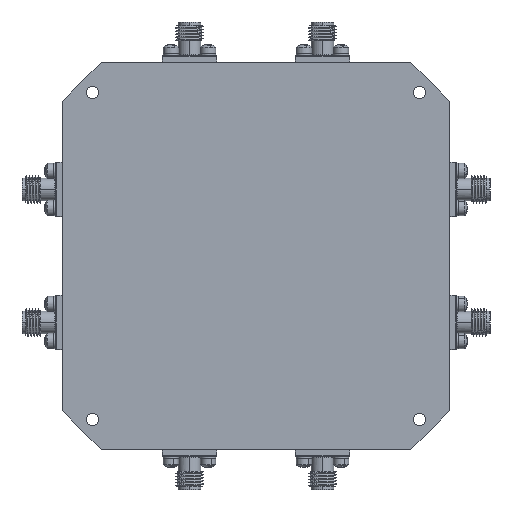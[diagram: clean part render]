
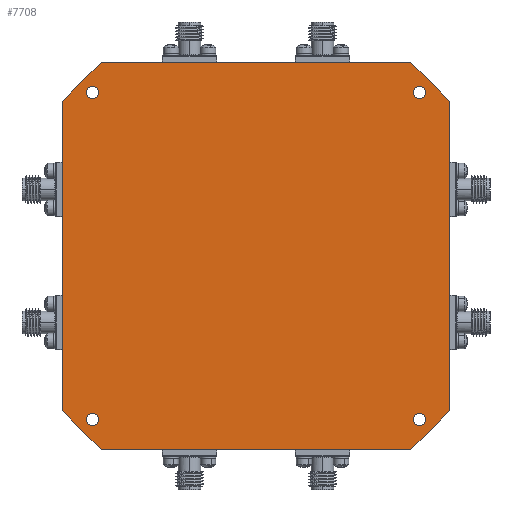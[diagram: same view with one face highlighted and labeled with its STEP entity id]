
A CAD part, front view. The second image highlights one B-rep face of the part: STEP entity #7708.
In plain terms, the highlighted planar face has unit normal (0, -1, 0).
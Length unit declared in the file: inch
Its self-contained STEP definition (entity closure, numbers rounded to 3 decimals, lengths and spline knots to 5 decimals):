
#201 = CARTESIAN_POINT ( 'NONE',  ( 0., 0., 0. ) ) ;
#768 = AXIS2_PLACEMENT_3D ( 'NONE', #22689, #8181, #22068 ) ;
#971 = VECTOR ( 'NONE', #28503, 39.37008 ) ;
#1111 = CARTESIAN_POINT ( 'NONE',  ( 0., 0., 0. ) ) ;
#1180 = CARTESIAN_POINT ( 'NONE',  ( 3.543, 0., 0. ) ) ;
#1813 = VERTEX_POINT ( 'NONE', #20700 ) ;
#2008 = CARTESIAN_POINT ( 'NONE',  ( 0.2715, 0., -3.2715 ) ) ;
#2148 = EDGE_CURVE ( 'NONE', #1813, #30658, #7902, .T. ) ;
#2619 = ORIENTED_EDGE ( 'NONE', *, *, #12041, .T. ) ;
#2684 = ORIENTED_EDGE ( 'NONE', *, *, #9967, .F. ) ;
#2736 = EDGE_CURVE ( 'NONE', #27108, #10644, #3463, .T. ) ;
#2908 = DIRECTION ( 'NONE',  ( 0., 1., 0. ) ) ;
#2941 = VECTOR ( 'NONE', #22474, 39.37008 ) ;
#3157 = ORIENTED_EDGE ( 'NONE', *, *, #21685, .F. ) ;
#3327 = CARTESIAN_POINT ( 'NONE',  ( 3.2715, 0., -3.3265 ) ) ;
#3339 = AXIS2_PLACEMENT_3D ( 'NONE', #9401, #28447, #7840 ) ;
#3463 = LINE ( 'NONE', #24360, #2941 ) ;
#4043 = DIRECTION ( 'NONE',  ( 0., 0., 1. ) ) ;
#4065 = EDGE_CURVE ( 'NONE', #12024, #12467, #15357, .T. ) ;
#4208 = EDGE_CURVE ( 'NONE', #7216, #30658, #13625, .T. ) ;
#4237 = CARTESIAN_POINT ( 'NONE',  ( 0., 0., -3.193 ) ) ;
#4289 = VECTOR ( 'NONE', #11840, 39.37008 ) ;
#4792 = CARTESIAN_POINT ( 'NONE',  ( 0.2715, 0., -0.3265 ) ) ;
#5282 = AXIS2_PLACEMENT_3D ( 'NONE', #17302, #29316, #28860 ) ;
#5332 = FACE_BOUND ( 'NONE', #21250, .T. ) ;
#5404 = DIRECTION ( 'NONE',  ( 0., 0., 1. ) ) ;
#6022 = CARTESIAN_POINT ( 'NONE',  ( 0.2715, 0., -3.2715 ) ) ;
#6278 = EDGE_CURVE ( 'NONE', #6874, #16318, #9234, .T. ) ;
#6296 = EDGE_CURVE ( 'NONE', #12467, #12024, #27674, .T. ) ;
#6569 = VECTOR ( 'NONE', #7574, 39.37008 ) ;
#6684 = VERTEX_POINT ( 'NONE', #3327 ) ;
#6874 = VERTEX_POINT ( 'NONE', #26074 ) ;
#7047 = CARTESIAN_POINT ( 'NONE',  ( 0., 0., -0.35 ) ) ;
#7216 = VERTEX_POINT ( 'NONE', #22777 ) ;
#7331 = LINE ( 'NONE', #14176, #4289 ) ;
#7448 = DIRECTION ( 'NONE',  ( 0.707, 0., 0.707 ) ) ;
#7574 = DIRECTION ( 'NONE',  ( -1., 0., 0. ) ) ;
#7708 = ADVANCED_FACE ( 'NONE', ( #29337, #7967, #12632, #5332, #22466 ), #14826, .T. ) ;
#7840 = DIRECTION ( 'NONE',  ( 0., 0., 1. ) ) ;
#7902 = LINE ( 'NONE', #14916, #12232 ) ;
#7967 = FACE_BOUND ( 'NONE', #18837, .T. ) ;
#8033 = DIRECTION ( 'NONE',  ( 0., 1., 0. ) ) ;
#8181 = DIRECTION ( 'NONE',  ( 0., 1., 0. ) ) ;
#8211 = EDGE_CURVE ( 'NONE', #18817, #27773, #27525, .T. ) ;
#8436 = CARTESIAN_POINT ( 'NONE',  ( 3.543, 0., -3.193 ) ) ;
#8961 = EDGE_CURVE ( 'NONE', #25503, #10644, #24709, .T. ) ;
#9234 = CIRCLE ( 'NONE', #12711, 0.055 ) ;
#9289 = ORIENTED_EDGE ( 'NONE', *, *, #25659, .T. ) ;
#9401 = CARTESIAN_POINT ( 'NONE',  ( 3.2715, 0., -3.2715 ) ) ;
#9748 = ORIENTED_EDGE ( 'NONE', *, *, #2148, .T. ) ;
#9967 = EDGE_CURVE ( 'NONE', #1813, #30108, #28945, .T. ) ;
#10058 = CARTESIAN_POINT ( 'NONE',  ( 0., 0., -3.543 ) ) ;
#10308 = AXIS2_PLACEMENT_3D ( 'NONE', #2008, #13686, #16183 ) ;
#10644 = VERTEX_POINT ( 'NONE', #7047 ) ;
#11223 = CIRCLE ( 'NONE', #5282, 0.055 ) ;
#11268 = CARTESIAN_POINT ( 'NONE',  ( 0., 0., 0. ) ) ;
#11393 = CIRCLE ( 'NONE', #12398, 0.055 ) ;
#11840 = DIRECTION ( 'NONE',  ( 0.707, 0., -0.707 ) ) ;
#12024 = VERTEX_POINT ( 'NONE', #16363 ) ;
#12041 = EDGE_CURVE ( 'NONE', #25503, #30108, #7331, .T. ) ;
#12232 = VECTOR ( 'NONE', #7448, 39.37008 ) ;
#12254 = ORIENTED_EDGE ( 'NONE', *, *, #2736, .T. ) ;
#12268 = CARTESIAN_POINT ( 'NONE',  ( 0.35, 0., -3.543 ) ) ;
#12398 = AXIS2_PLACEMENT_3D ( 'NONE', #14750, #14445, #17091 ) ;
#12467 = VERTEX_POINT ( 'NONE', #22086 ) ;
#12632 = FACE_BOUND ( 'NONE', #13419, .T. ) ;
#12711 = AXIS2_PLACEMENT_3D ( 'NONE', #6022, #8033, #5404 ) ;
#13373 = CARTESIAN_POINT ( 'NONE',  ( 0.2715, 0., -0.2715 ) ) ;
#13419 = EDGE_LOOP ( 'NONE', ( #15213, #9289 ) ) ;
#13539 = AXIS2_PLACEMENT_3D ( 'NONE', #13373, #25254, #4043 ) ;
#13625 = LINE ( 'NONE', #1180, #21327 ) ;
#13686 = DIRECTION ( 'NONE',  ( 0., 1., 0. ) ) ;
#13760 = DIRECTION ( 'NONE',  ( 1., 0., 0. ) ) ;
#13854 = CARTESIAN_POINT ( 'NONE',  ( 0.2715, 0., -0.2165 ) ) ;
#14176 = CARTESIAN_POINT ( 'NONE',  ( -1.5965, 0., -1.5965 ) ) ;
#14445 = DIRECTION ( 'NONE',  ( 0., 1., 0. ) ) ;
#14687 = CARTESIAN_POINT ( 'NONE',  ( 0.2715, 0., -3.3265 ) ) ;
#14750 = CARTESIAN_POINT ( 'NONE',  ( 0.2715, 0., -0.2715 ) ) ;
#14792 = CIRCLE ( 'NONE', #10308, 0.055 ) ;
#14826 = PLANE ( 'NONE',  #28965 ) ;
#14916 = CARTESIAN_POINT ( 'NONE',  ( 3.368, 0., -3.368 ) ) ;
#15100 = ORIENTED_EDGE ( 'NONE', *, *, #8961, .F. ) ;
#15145 = VERTEX_POINT ( 'NONE', #15843 ) ;
#15213 = ORIENTED_EDGE ( 'NONE', *, *, #24879, .T. ) ;
#15357 = CIRCLE ( 'NONE', #21831, 0.055 ) ;
#15843 = CARTESIAN_POINT ( 'NONE',  ( 3.193, 0., 0. ) ) ;
#16183 = DIRECTION ( 'NONE',  ( 0., 0., 1. ) ) ;
#16318 = VERTEX_POINT ( 'NONE', #14687 ) ;
#16363 = CARTESIAN_POINT ( 'NONE',  ( 3.2715, 0., -0.3265 ) ) ;
#16768 = CIRCLE ( 'NONE', #3339, 0.055 ) ;
#16772 = VECTOR ( 'NONE', #13760, 39.37008 ) ;
#16975 = CARTESIAN_POINT ( 'NONE',  ( 3.2715, 0., -3.2165 ) ) ;
#17091 = DIRECTION ( 'NONE',  ( 0., 0., 1. ) ) ;
#17302 = CARTESIAN_POINT ( 'NONE',  ( 3.2715, 0., -3.2715 ) ) ;
#18520 = LINE ( 'NONE', #28197, #971 ) ;
#18791 = ORIENTED_EDGE ( 'NONE', *, *, #8211, .T. ) ;
#18817 = VERTEX_POINT ( 'NONE', #4792 ) ;
#18837 = EDGE_LOOP ( 'NONE', ( #28539, #23499 ) ) ;
#19433 = DIRECTION ( 'NONE',  ( 0., 0., 1. ) ) ;
#20700 = CARTESIAN_POINT ( 'NONE',  ( 3.193, 0., -3.543 ) ) ;
#20932 = ORIENTED_EDGE ( 'NONE', *, *, #28858, .T. ) ;
#21250 = EDGE_LOOP ( 'NONE', ( #23051, #22519 ) ) ;
#21327 = VECTOR ( 'NONE', #29717, 39.37008 ) ;
#21685 = EDGE_CURVE ( 'NONE', #27108, #15145, #23911, .T. ) ;
#21791 = ORIENTED_EDGE ( 'NONE', *, *, #4208, .F. ) ;
#21824 = DIRECTION ( 'NONE',  ( 0., 0., 1. ) ) ;
#21831 = AXIS2_PLACEMENT_3D ( 'NONE', #24424, #2908, #19433 ) ;
#22068 = DIRECTION ( 'NONE',  ( 0., 0., 1. ) ) ;
#22086 = CARTESIAN_POINT ( 'NONE',  ( 3.2715, 0., -0.2165 ) ) ;
#22466 = FACE_OUTER_BOUND ( 'NONE', #23399, .T. ) ;
#22474 = DIRECTION ( 'NONE',  ( -0.707, 0., -0.707 ) ) ;
#22519 = ORIENTED_EDGE ( 'NONE', *, *, #22932, .T. ) ;
#22689 = CARTESIAN_POINT ( 'NONE',  ( 3.2715, 0., -0.2715 ) ) ;
#22777 = CARTESIAN_POINT ( 'NONE',  ( 3.543, 0., -0.35 ) ) ;
#22932 = EDGE_CURVE ( 'NONE', #16318, #6874, #14792, .T. ) ;
#23051 = ORIENTED_EDGE ( 'NONE', *, *, #6278, .T. ) ;
#23399 = EDGE_LOOP ( 'NONE', ( #15100, #2619, #2684, #9748, #21791, #26152, #3157, #12254 ) ) ;
#23499 = ORIENTED_EDGE ( 'NONE', *, *, #4065, .T. ) ;
#23548 = VECTOR ( 'NONE', #21824, 39.37008 ) ;
#23911 = LINE ( 'NONE', #201, #16772 ) ;
#24351 = DIRECTION ( 'NONE',  ( 0., -1., 0. ) ) ;
#24360 = CARTESIAN_POINT ( 'NONE',  ( 0.175, 0., -0.175 ) ) ;
#24424 = CARTESIAN_POINT ( 'NONE',  ( 3.2715, 0., -0.2715 ) ) ;
#24504 = DIRECTION ( 'NONE',  ( 0., 0., -1. ) ) ;
#24709 = LINE ( 'NONE', #11268, #23548 ) ;
#24879 = EDGE_CURVE ( 'NONE', #29559, #6684, #16768, .T. ) ;
#25254 = DIRECTION ( 'NONE',  ( 0., 1., 0. ) ) ;
#25503 = VERTEX_POINT ( 'NONE', #4237 ) ;
#25659 = EDGE_CURVE ( 'NONE', #6684, #29559, #11223, .T. ) ;
#26074 = CARTESIAN_POINT ( 'NONE',  ( 0.2715, 0., -3.2165 ) ) ;
#26152 = ORIENTED_EDGE ( 'NONE', *, *, #29925, .T. ) ;
#26443 = EDGE_LOOP ( 'NONE', ( #20932, #18791 ) ) ;
#27108 = VERTEX_POINT ( 'NONE', #30460 ) ;
#27525 = CIRCLE ( 'NONE', #13539, 0.055 ) ;
#27674 = CIRCLE ( 'NONE', #768, 0.055 ) ;
#27773 = VERTEX_POINT ( 'NONE', #13854 ) ;
#28197 = CARTESIAN_POINT ( 'NONE',  ( 1.5965, 0., 1.5965 ) ) ;
#28447 = DIRECTION ( 'NONE',  ( 0., 1., 0. ) ) ;
#28503 = DIRECTION ( 'NONE',  ( -0.707, 0., 0.707 ) ) ;
#28539 = ORIENTED_EDGE ( 'NONE', *, *, #6296, .T. ) ;
#28858 = EDGE_CURVE ( 'NONE', #27773, #18817, #11393, .T. ) ;
#28860 = DIRECTION ( 'NONE',  ( 0., 0., 1. ) ) ;
#28945 = LINE ( 'NONE', #10058, #6569 ) ;
#28965 = AXIS2_PLACEMENT_3D ( 'NONE', #1111, #24351, #24504 ) ;
#29316 = DIRECTION ( 'NONE',  ( 0., 1., 0. ) ) ;
#29337 = FACE_BOUND ( 'NONE', #26443, .T. ) ;
#29559 = VERTEX_POINT ( 'NONE', #16975 ) ;
#29717 = DIRECTION ( 'NONE',  ( 0., 0., -1. ) ) ;
#29925 = EDGE_CURVE ( 'NONE', #7216, #15145, #18520, .T. ) ;
#30108 = VERTEX_POINT ( 'NONE', #12268 ) ;
#30460 = CARTESIAN_POINT ( 'NONE',  ( 0.35, 0., 0. ) ) ;
#30658 = VERTEX_POINT ( 'NONE', #8436 ) ;
